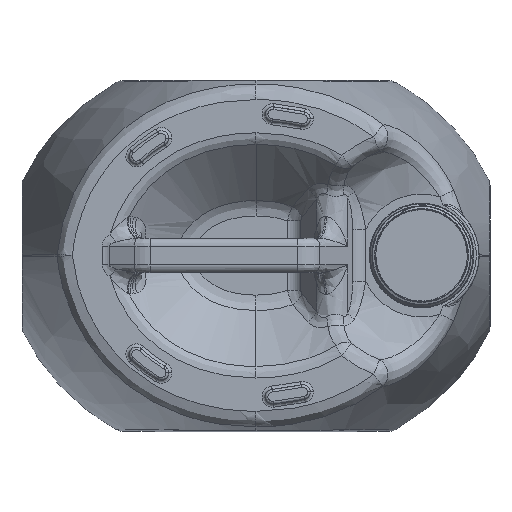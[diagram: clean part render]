
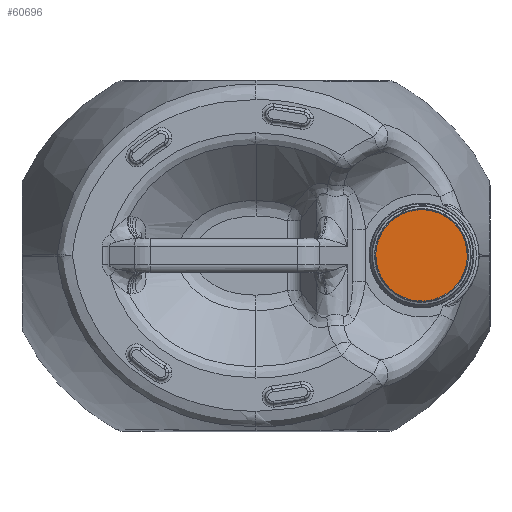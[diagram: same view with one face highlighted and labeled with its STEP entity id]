
A CAD part, top view. The second image highlights one B-rep face of the part: STEP entity #60696.
In plain terms, the highlighted free-form (B-spline) face has degree [1, 1] with [2, 2] control points.
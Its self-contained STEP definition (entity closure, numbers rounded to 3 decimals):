
#34 = VERTEX_POINT('',#35);
#35 = CARTESIAN_POINT('',(47.283,0.,
    133.015));
#40 = EDGE_CURVE('',#41,#34,#43,.T.);
#41 = VERTEX_POINT('',#42);
#42 = CARTESIAN_POINT('',(83.306,0.,133.015));
#43 = ( BOUNDED_CURVE() B_SPLINE_CURVE(2,(#44,#45,#46,#47,#48),
.UNSPECIFIED.,.F.,.F.) B_SPLINE_CURVE_WITH_KNOTS((3,2,3),(0.,
1.571,3.142),.PIECEWISE_BEZIER_KNOTS.) CURVE() 
GEOMETRIC_REPRESENTATION_ITEM() RATIONAL_B_SPLINE_CURVE((1.,
0.707,1.,0.707,1.)) REPRESENTATION_ITEM('') );
#44 = CARTESIAN_POINT('',(83.306,0.,133.015));
#45 = CARTESIAN_POINT('',(83.306,18.011,133.015)
  );
#46 = CARTESIAN_POINT('',(65.294,18.011,133.015)
  );
#47 = CARTESIAN_POINT('',(47.283,18.011,133.015)
  );
#48 = CARTESIAN_POINT('',(47.283,0.,
    133.015));
#60696 = ADVANCED_FACE('',(#60697),#60708,.T.);
#60697 = FACE_BOUND('',#60698,.T.);
#60698 = EDGE_LOOP('',(#60699,#60700));
#60699 = ORIENTED_EDGE('',*,*,#40,.T.);
#60700 = ORIENTED_EDGE('',*,*,#60701,.T.);
#60701 = EDGE_CURVE('',#34,#41,#60702,.T.);
#60702 = ( BOUNDED_CURVE() B_SPLINE_CURVE(2,(#60703,#60704,#60705,#60706
,#60707),.UNSPECIFIED.,.F.,.F.) B_SPLINE_CURVE_WITH_KNOTS((3,2,3),(
    3.142,4.712,6.283),
.PIECEWISE_BEZIER_KNOTS.) CURVE() GEOMETRIC_REPRESENTATION_ITEM() 
RATIONAL_B_SPLINE_CURVE((1.,0.707,1.,0.707,1.)) 
REPRESENTATION_ITEM('') );
#60703 = CARTESIAN_POINT('',(47.283,0.,
    133.015));
#60704 = CARTESIAN_POINT('',(47.283,-18.011,
    133.015));
#60705 = CARTESIAN_POINT('',(65.294,-18.011,
    133.015));
#60706 = CARTESIAN_POINT('',(83.306,-18.011,
    133.015));
#60707 = CARTESIAN_POINT('',(83.306,0.,
    133.015));
#60708 = B_SPLINE_SURFACE_WITH_KNOTS('',1,1,(
    (#60709,#60710)
    ,(#60711,#60712
  )),.UNSPECIFIED.,.F.,.F.,.F.,(2,2),(2,2),(-34.15,0.),(-17.075,17.075),
  .PIECEWISE_BEZIER_KNOTS.);
#60709 = CARTESIAN_POINT('',(47.283,-18.011,
    133.015));
#60710 = CARTESIAN_POINT('',(47.283,18.011,
    133.015));
#60711 = CARTESIAN_POINT('',(83.306,-18.011,
    133.015));
#60712 = CARTESIAN_POINT('',(83.306,18.011,
    133.015));
